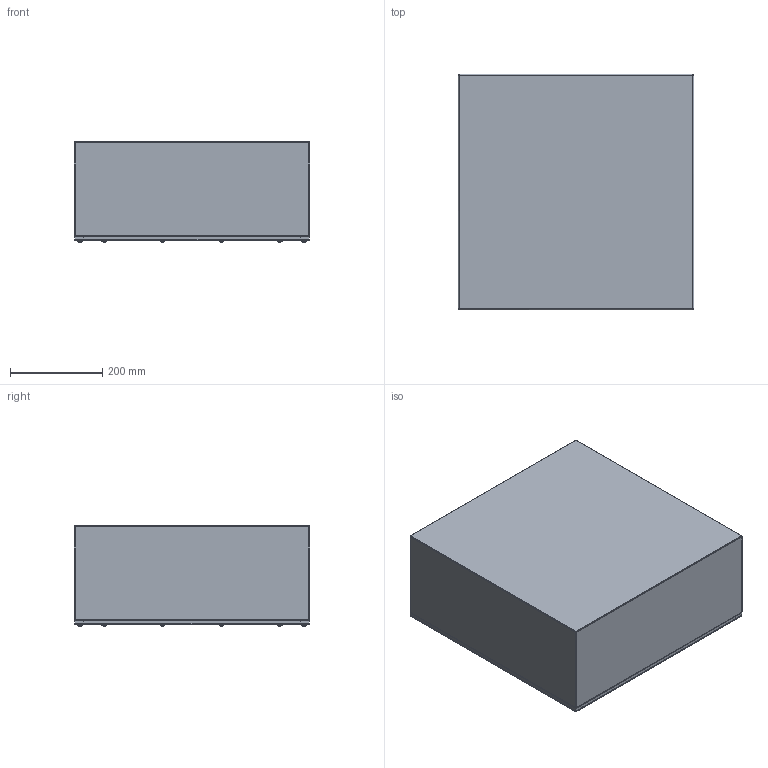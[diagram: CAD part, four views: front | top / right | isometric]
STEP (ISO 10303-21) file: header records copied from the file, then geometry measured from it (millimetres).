
FILE_DESCRIPTION(/* description */ ('20X20X8 ONE PIECE TUB GALV'),/* implementation_level */ '2;1');
FILE_NAME(/* name */ 'WA202008GSCG.stp',/* time_stamp */ '2014-03-27T10:33:07+05:00',/* author */ ('ps'),/* organization */ (''),/* preprocessor_version */ 'ST-DEVELOPER v15.2',/* originating_system */ 'Autodesk Inventor 2014',/* authorisation */ '');
FILE_SCHEMA (('AUTOMOTIVE_DESIGN { 1 0 10303 214 3 1 1 }'));
Length unit declared in the file: inch
Products named in the file (8): WA202008GSCGBKP; WA2020GSCGLP; 20; 34984; 39077; 39035; 37210; WA202008GSCG
Bounding box: 511.18 x 511.18 x 217.37 mm (x, y, z)
Volume: 2197360.7 mm3; surface area: 2066590.4 mm2
Topology: 70 solids, 70 shells, 1380 faces, 3384 edges, 2176 vertices
Faces by surface type: plane 772, cylinder 256, cone 208, torus 96, sphere 32, bspline 16
Full cylindrical faces by diameter (mm): 3.962 x16, 4.255 x16, 4.775 x16, 4.978 x16, 6.299 x16, 6.528 x16, 7.061 x16, 7.137 x16, 10.312 x16, 11.112 x16, 11.506 x16
Entity records: 6608 total; most frequent: CARTESIAN_POINT 1615, DIRECTION 996, ORIENTED_EDGE 804, EDGE_CURVE 402, AXIS2_PLACEMENT_3D 392, EDGE_LOOP 308, VERTEX_POINT 272, LINE 212
